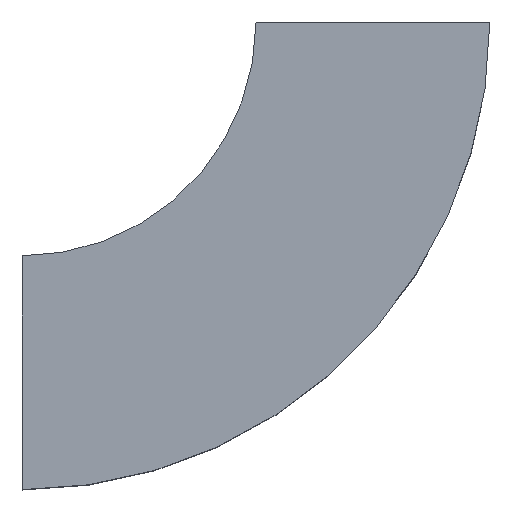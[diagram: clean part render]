
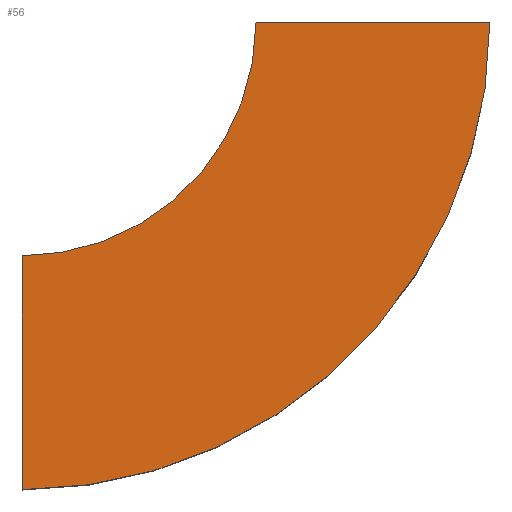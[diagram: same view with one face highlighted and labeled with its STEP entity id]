
A CAD part, top view. The second image highlights one B-rep face of the part: STEP entity #56.
In plain terms, the highlighted planar face has unit normal (0, 0, 1).
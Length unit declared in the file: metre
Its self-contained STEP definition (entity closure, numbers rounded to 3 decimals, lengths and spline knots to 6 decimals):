
#56=ADVANCED_FACE('0:5185',(#69),#70,.T.);
#69=FACE_OUTER_BOUND('',#82,.T.);
#70=PLANE('',#83);
#82=EDGE_LOOP('',(#120,#121,#122,#123));
#83=AXIS2_PLACEMENT_3D('',#124,#125,#126);
#120=ORIENTED_EDGE('',*,*,#139,.F.);
#121=ORIENTED_EDGE('',*,*,#130,.T.);
#122=ORIENTED_EDGE('',*,*,#134,.T.);
#123=ORIENTED_EDGE('',*,*,#137,.F.);
#124=CARTESIAN_POINT('',(0.0,0.0,0.0));
#125=DIRECTION('',(0.0,0.0,1.0));
#126=DIRECTION('',(1.0,0.0,0.0));
#130=EDGE_CURVE('0:5194',#145,#143,#146,.T.);
#134=EDGE_CURVE('0:5206',#143,#150,#152,.T.);
#137=EDGE_CURVE('0:5215',#155,#150,#157,.T.);
#139=EDGE_CURVE('0:5221',#145,#155,#159,.T.);
#143=VERTEX_POINT('',#163);
#145=VERTEX_POINT('',#166);
#146=CIRCLE('',#167,0.02);
#150=VERTEX_POINT('',#173);
#152=LINE('',#176,#177);
#155=VERTEX_POINT('',#180);
#157=CIRCLE('',#183,0.01);
#159=LINE('',#186,#187);
#163=CARTESIAN_POINT('',(0.02,0.,0.0));
#166=CARTESIAN_POINT('',(0.,-0.02,0.0));
#167=AXIS2_PLACEMENT_3D('',#192,#193,#194);
#173=CARTESIAN_POINT('',(0.01,0.,0.0));
#176=CARTESIAN_POINT('',(0.02,0.,0.0));
#177=VECTOR('',#198,1.0);
#180=CARTESIAN_POINT('',(0.,-0.01,0.0));
#183=AXIS2_PLACEMENT_3D('',#203,#204,#205);
#186=CARTESIAN_POINT('',(0.,-0.02,0.0));
#187=VECTOR('',#207,1.0);
#192=CARTESIAN_POINT('',(0.0,0.0,0.0));
#193=DIRECTION('',(0.0,0.0,1.0));
#194=DIRECTION('',(0.0,-1.0,0.0));
#198=DIRECTION('',(-1.0,0.,0.0));
#203=CARTESIAN_POINT('',(0.0,0.0,0.0));
#204=DIRECTION('',(0.0,0.0,1.0));
#205=DIRECTION('',(0.,-1.0,0.0));
#207=DIRECTION('',(0.,1.0,0.0));
